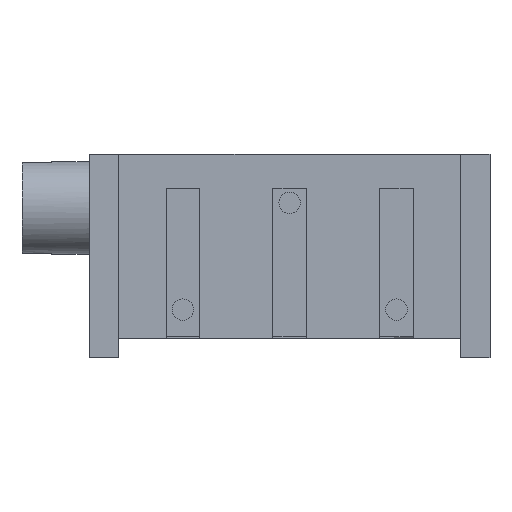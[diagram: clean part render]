
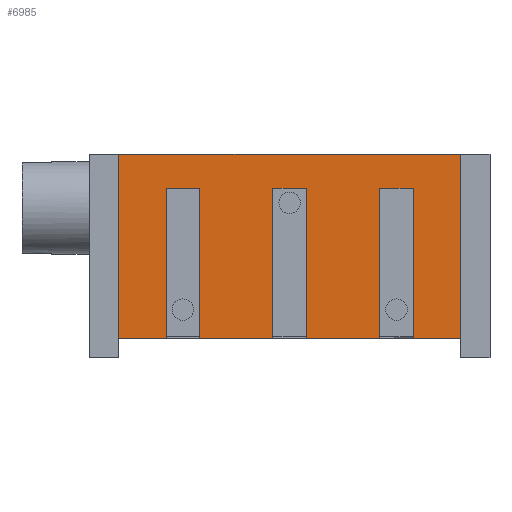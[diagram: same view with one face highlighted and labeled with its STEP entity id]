
A CAD part, front view. The second image highlights one B-rep face of the part: STEP entity #6985.
In plain terms, the highlighted planar face has unit normal (0, -1, 0).
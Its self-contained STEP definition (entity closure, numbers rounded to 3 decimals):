
#237 = CARTESIAN_POINT ( 'NONE',  ( 0.4, 0.7, 2.415 ) ) ;
#401 = ORIENTED_EDGE ( 'NONE', *, *, #11355, .F. ) ;
#412 = DIRECTION ( 'NONE',  ( 0., 0., 1. ) ) ;
#605 = CARTESIAN_POINT ( 'NONE',  ( 4.765, 0.7, 2.415 ) ) ;
#1115 = FACE_OUTER_BOUND ( 'NONE', #8434, .T. ) ;
#1334 = DIRECTION ( 'NONE',  ( -1., 0., 0. ) ) ;
#1355 = VECTOR ( 'NONE', #16043, 1000. ) ;
#1574 = VECTOR ( 'NONE', #7497, 1000. ) ;
#1937 = CARTESIAN_POINT ( 'NONE',  ( 2.14, 0.7, 2.415 ) ) ;
#1991 = LINE ( 'NONE', #7581, #14527 ) ;
#2298 = LINE ( 'NONE', #1937, #1355 ) ;
#2386 = ORIENTED_EDGE ( 'NONE', *, *, #6059, .F. ) ;
#2527 = LINE ( 'NONE', #8113, #9876 ) ;
#2587 = PLANE ( 'NONE',  #4406 ) ;
#2595 = VERTEX_POINT ( 'NONE', #15438 ) ;
#2669 = DIRECTION ( 'NONE',  ( 0., 1., 0. ) ) ;
#2694 = DIRECTION ( 'NONE',  ( 0., 0., -1. ) ) ;
#3131 = CARTESIAN_POINT ( 'NONE',  ( -4.065, 0.7, 2.415 ) ) ;
#3150 = CARTESIAN_POINT ( 'NONE',  ( -0.4, 0.7, -1.955 ) ) ;
#3345 = VECTOR ( 'NONE', #17127, 1000. ) ;
#3442 = LINE ( 'NONE', #3526, #13924 ) ;
#3526 = CARTESIAN_POINT ( 'NONE',  ( 0., 0.7, -1.955 ) ) ;
#3902 = LINE ( 'NONE', #15263, #14329 ) ;
#4003 = VERTEX_POINT ( 'NONE', #18070 ) ;
#4110 = VECTOR ( 'NONE', #12272, 1000. ) ;
#4136 = ORIENTED_EDGE ( 'NONE', *, *, #15822, .F. ) ;
#4380 = LINE ( 'NONE', #11373, #3345 ) ;
#4406 = AXIS2_PLACEMENT_3D ( 'NONE', #9818, #2669, #14015 ) ;
#4421 = VECTOR ( 'NONE', #12925, 1000. ) ;
#5173 = CARTESIAN_POINT ( 'NONE',  ( -4.065, 0.7, -1.955 ) ) ;
#5207 = DIRECTION ( 'NONE',  ( 1., 0., 0. ) ) ;
#5246 = VERTEX_POINT ( 'NONE', #12937 ) ;
#5367 = DIRECTION ( 'NONE',  ( 0., 0., 1. ) ) ;
#5440 = CARTESIAN_POINT ( 'NONE',  ( 4.065, 0.7, 2.415 ) ) ;
#5478 = LINE ( 'NONE', #12481, #17046 ) ;
#5562 = CARTESIAN_POINT ( 'NONE',  ( -2.14, 0.7, 1.615 ) ) ;
#5674 = VECTOR ( 'NONE', #6152, 1000. ) ;
#5686 = CARTESIAN_POINT ( 'NONE',  ( 2.94, 0.7, -1.955 ) ) ;
#6001 = CARTESIAN_POINT ( 'NONE',  ( -2.14, 0.7, -1.955 ) ) ;
#6059 = EDGE_CURVE ( 'NONE', #9722, #10405, #11741, .T. ) ;
#6152 = DIRECTION ( 'NONE',  ( -1., 0., 0. ) ) ;
#6742 = EDGE_CURVE ( 'NONE', #7340, #2595, #8283, .T. ) ;
#6985 = ADVANCED_FACE ( 'NONE', ( #1115 ), #2587, .F. ) ;
#7178 = CARTESIAN_POINT ( 'NONE',  ( -2.94, 0.7, 2.415 ) ) ;
#7340 = VERTEX_POINT ( 'NONE', #5562 ) ;
#7392 = LINE ( 'NONE', #237, #10362 ) ;
#7497 = DIRECTION ( 'NONE',  ( 1., 0., 0. ) ) ;
#7506 = CARTESIAN_POINT ( 'NONE',  ( 4.065, 0.7, 1.615 ) ) ;
#7581 = CARTESIAN_POINT ( 'NONE',  ( 4.065, 0.7, -1.955 ) ) ;
#7880 = EDGE_CURVE ( 'NONE', #14766, #8568, #13866, .T. ) ;
#7933 = VERTEX_POINT ( 'NONE', #11091 ) ;
#8113 = CARTESIAN_POINT ( 'NONE',  ( 4.065, 0.7, -1.955 ) ) ;
#8202 = VERTEX_POINT ( 'NONE', #17380 ) ;
#8283 = LINE ( 'NONE', #12183, #4110 ) ;
#8406 = EDGE_CURVE ( 'NONE', #2595, #8202, #12910, .T. ) ;
#8434 = EDGE_LOOP ( 'NONE', ( #11090, #16781, #11046, #16831, #12191, #12288, #2386, #401, #15118, #12611, #15315, #4136, #9796, #15697, #9373, #8435 ) ) ;
#8435 = ORIENTED_EDGE ( 'NONE', *, *, #10104, .F. ) ;
#8550 = EDGE_CURVE ( 'NONE', #14766, #5246, #17811, .T. ) ;
#8568 = VERTEX_POINT ( 'NONE', #17375 ) ;
#8766 = VERTEX_POINT ( 'NONE', #5173 ) ;
#8775 = DIRECTION ( 'NONE',  ( -1., 0., 0. ) ) ;
#8978 = CARTESIAN_POINT ( 'NONE',  ( 2.14, 0.7, 1.615 ) ) ;
#9172 = LINE ( 'NONE', #10736, #13016 ) ;
#9193 = EDGE_CURVE ( 'NONE', #7933, #15260, #9172, .T. ) ;
#9373 = ORIENTED_EDGE ( 'NONE', *, *, #17842, .F. ) ;
#9722 = VERTEX_POINT ( 'NONE', #3131 ) ;
#9733 = VERTEX_POINT ( 'NONE', #13260 ) ;
#9796 = ORIENTED_EDGE ( 'NONE', *, *, #15891, .F. ) ;
#9818 = CARTESIAN_POINT ( 'NONE',  ( 4.065, 0.7, 2.415 ) ) ;
#9876 = VECTOR ( 'NONE', #1334, 1000. ) ;
#10104 = EDGE_CURVE ( 'NONE', #4003, #17419, #7392, .T. ) ;
#10362 = VECTOR ( 'NONE', #412, 1000. ) ;
#10405 = VERTEX_POINT ( 'NONE', #12456 ) ;
#10499 = EDGE_CURVE ( 'NONE', #8766, #8202, #3442, .T. ) ;
#10676 = EDGE_CURVE ( 'NONE', #5246, #11225, #13332, .T. ) ;
#10736 = CARTESIAN_POINT ( 'NONE',  ( -0.4, 0.7, 2.415 ) ) ;
#10827 = DIRECTION ( 'NONE',  ( 0., 0., -1. ) ) ;
#10911 = EDGE_CURVE ( 'NONE', #9733, #4003, #1991, .T. ) ;
#11046 = ORIENTED_EDGE ( 'NONE', *, *, #10676, .F. ) ;
#11090 = ORIENTED_EDGE ( 'NONE', *, *, #10911, .F. ) ;
#11091 = CARTESIAN_POINT ( 'NONE',  ( -0.4, 0.7, 1.615 ) ) ;
#11107 = DIRECTION ( 'NONE',  ( -1., 0., 0. ) ) ;
#11225 = VERTEX_POINT ( 'NONE', #8978 ) ;
#11352 = VECTOR ( 'NONE', #2694, 1000. ) ;
#11355 = EDGE_CURVE ( 'NONE', #8766, #9722, #4380, .T. ) ;
#11373 = CARTESIAN_POINT ( 'NONE',  ( -4.065, 0.7, 2.415 ) ) ;
#11741 = LINE ( 'NONE', #605, #1574 ) ;
#12170 = DIRECTION ( 'NONE',  ( 1., 0., 0. ) ) ;
#12183 = CARTESIAN_POINT ( 'NONE',  ( 4.065, 0.7, 1.615 ) ) ;
#12191 = ORIENTED_EDGE ( 'NONE', *, *, #7880, .T. ) ;
#12272 = DIRECTION ( 'NONE',  ( -1., 0., 0. ) ) ;
#12288 = ORIENTED_EDGE ( 'NONE', *, *, #15182, .F. ) ;
#12456 = CARTESIAN_POINT ( 'NONE',  ( 4.065, 0.7, 2.415 ) ) ;
#12481 = CARTESIAN_POINT ( 'NONE',  ( 4.065, 0.7, 1.615 ) ) ;
#12611 = ORIENTED_EDGE ( 'NONE', *, *, #8406, .F. ) ;
#12830 = CARTESIAN_POINT ( 'NONE',  ( 2.94, 0.7, 2.415 ) ) ;
#12910 = LINE ( 'NONE', #7178, #15106 ) ;
#12925 = DIRECTION ( 'NONE',  ( 0., 0., 1. ) ) ;
#12937 = CARTESIAN_POINT ( 'NONE',  ( 2.94, 0.7, 1.615 ) ) ;
#13016 = VECTOR ( 'NONE', #10827, 1000. ) ;
#13260 = CARTESIAN_POINT ( 'NONE',  ( 2.14, 0.7, -1.955 ) ) ;
#13332 = LINE ( 'NONE', #7506, #5674 ) ;
#13866 = LINE ( 'NONE', #18050, #14761 ) ;
#13924 = VECTOR ( 'NONE', #12170, 1000. ) ;
#14015 = DIRECTION ( 'NONE',  ( 0., 0., 1. ) ) ;
#14329 = VECTOR ( 'NONE', #5367, 1000. ) ;
#14527 = VECTOR ( 'NONE', #8775, 1000. ) ;
#14761 = VECTOR ( 'NONE', #5207, 1000. ) ;
#14766 = VERTEX_POINT ( 'NONE', #5686 ) ;
#15106 = VECTOR ( 'NONE', #18219, 1000. ) ;
#15118 = ORIENTED_EDGE ( 'NONE', *, *, #10499, .T. ) ;
#15182 = EDGE_CURVE ( 'NONE', #10405, #8568, #18118, .T. ) ;
#15217 = VERTEX_POINT ( 'NONE', #6001 ) ;
#15260 = VERTEX_POINT ( 'NONE', #3150 ) ;
#15263 = CARTESIAN_POINT ( 'NONE',  ( -2.14, 0.7, 2.415 ) ) ;
#15315 = ORIENTED_EDGE ( 'NONE', *, *, #6742, .F. ) ;
#15438 = CARTESIAN_POINT ( 'NONE',  ( -2.94, 0.7, 1.615 ) ) ;
#15697 = ORIENTED_EDGE ( 'NONE', *, *, #9193, .F. ) ;
#15822 = EDGE_CURVE ( 'NONE', #15217, #7340, #3902, .T. ) ;
#15891 = EDGE_CURVE ( 'NONE', #15260, #15217, #2527, .T. ) ;
#16043 = DIRECTION ( 'NONE',  ( 0., 0., -1. ) ) ;
#16781 = ORIENTED_EDGE ( 'NONE', *, *, #18202, .F. ) ;
#16831 = ORIENTED_EDGE ( 'NONE', *, *, #8550, .F. ) ;
#17046 = VECTOR ( 'NONE', #11107, 1000. ) ;
#17127 = DIRECTION ( 'NONE',  ( 0., 0., 1. ) ) ;
#17375 = CARTESIAN_POINT ( 'NONE',  ( 4.065, 0.7, -1.955 ) ) ;
#17380 = CARTESIAN_POINT ( 'NONE',  ( -2.94, 0.7, -1.955 ) ) ;
#17419 = VERTEX_POINT ( 'NONE', #18181 ) ;
#17811 = LINE ( 'NONE', #12830, #4421 ) ;
#17842 = EDGE_CURVE ( 'NONE', #17419, #7933, #5478, .T. ) ;
#18050 = CARTESIAN_POINT ( 'NONE',  ( 0., 0.7, -1.955 ) ) ;
#18070 = CARTESIAN_POINT ( 'NONE',  ( 0.4, 0.7, -1.955 ) ) ;
#18118 = LINE ( 'NONE', #5440, #11352 ) ;
#18181 = CARTESIAN_POINT ( 'NONE',  ( 0.4, 0.7, 1.615 ) ) ;
#18202 = EDGE_CURVE ( 'NONE', #11225, #9733, #2298, .T. ) ;
#18219 = DIRECTION ( 'NONE',  ( 0., 0., -1. ) ) ;
